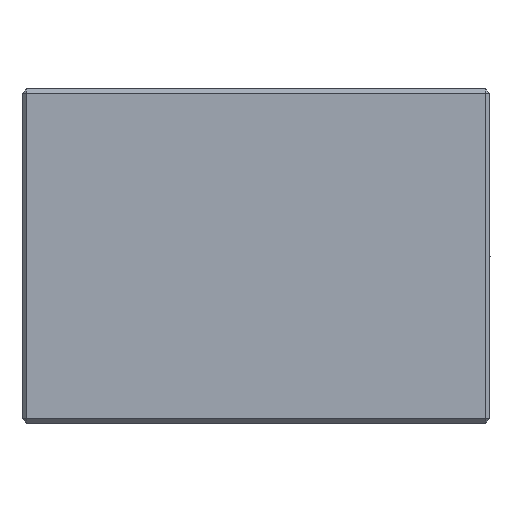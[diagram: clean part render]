
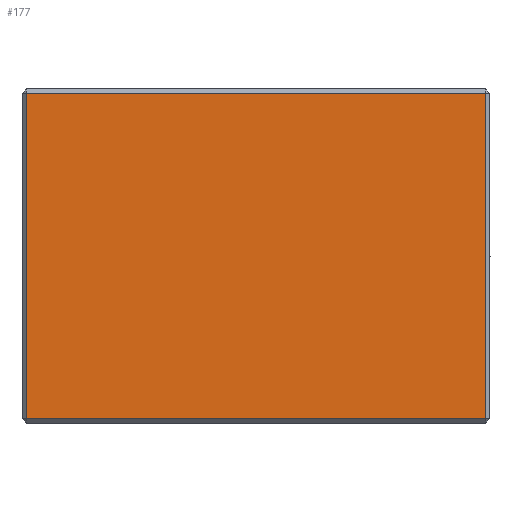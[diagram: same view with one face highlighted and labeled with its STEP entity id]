
A CAD part, front view. The second image highlights one B-rep face of the part: STEP entity #177.
In plain terms, the highlighted planar face has unit normal (0, -1, 0).
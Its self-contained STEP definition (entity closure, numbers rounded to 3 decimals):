
#140=FACE_OUTER_BOUND('',#495,.T.);
#177=ADVANCED_FACE('',(#140),#253,.F.);
#253=PLANE('',#1057);
#300=LINE('',#1521,#348);
#301=LINE('',#1524,#349);
#302=LINE('',#1526,#350);
#303=LINE('',#1528,#351);
#348=VECTOR('',#1208,1.);
#349=VECTOR('',#1209,1.);
#350=VECTOR('',#1210,1.);
#351=VECTOR('',#1211,1.);
#495=EDGE_LOOP('',(#631,#632,#633,#634));
#631=ORIENTED_EDGE('',*,*,#910,.T.);
#632=ORIENTED_EDGE('',*,*,#911,.T.);
#633=ORIENTED_EDGE('',*,*,#912,.T.);
#634=ORIENTED_EDGE('',*,*,#913,.T.);
#833=VERTEX_POINT('',#1522);
#834=VERTEX_POINT('',#1523);
#835=VERTEX_POINT('',#1525);
#836=VERTEX_POINT('',#1527);
#910=EDGE_CURVE('',#833,#834,#300,.T.);
#911=EDGE_CURVE('',#834,#835,#301,.T.);
#912=EDGE_CURVE('',#835,#836,#302,.T.);
#913=EDGE_CURVE('',#836,#833,#303,.T.);
#1057=AXIS2_PLACEMENT_3D('',#1529,#1212,#1213);
#1208=DIRECTION('',(0.,0.,-1.));
#1209=DIRECTION('',(1.,0.,0.));
#1210=DIRECTION('',(0.,0.,1.));
#1211=DIRECTION('',(-1.,0.,0.));
#1212=DIRECTION('',(0.,1.,0.));
#1213=DIRECTION('',(0.,0.,1.));
#1521=CARTESIAN_POINT('',(2.,-75.,75.));
#1522=CARTESIAN_POINT('',(2.,-75.,73.));
#1523=CARTESIAN_POINT('',(2.,-75.,-73.));
#1524=CARTESIAN_POINT('',(210.,-75.,-73.));
#1525=CARTESIAN_POINT('',(208.,-75.,-73.));
#1526=CARTESIAN_POINT('',(208.,-75.,75.));
#1527=CARTESIAN_POINT('',(208.,-75.,73.));
#1528=CARTESIAN_POINT('',(210.,-75.,73.));
#1529=CARTESIAN_POINT('',(210.,-75.,75.));
